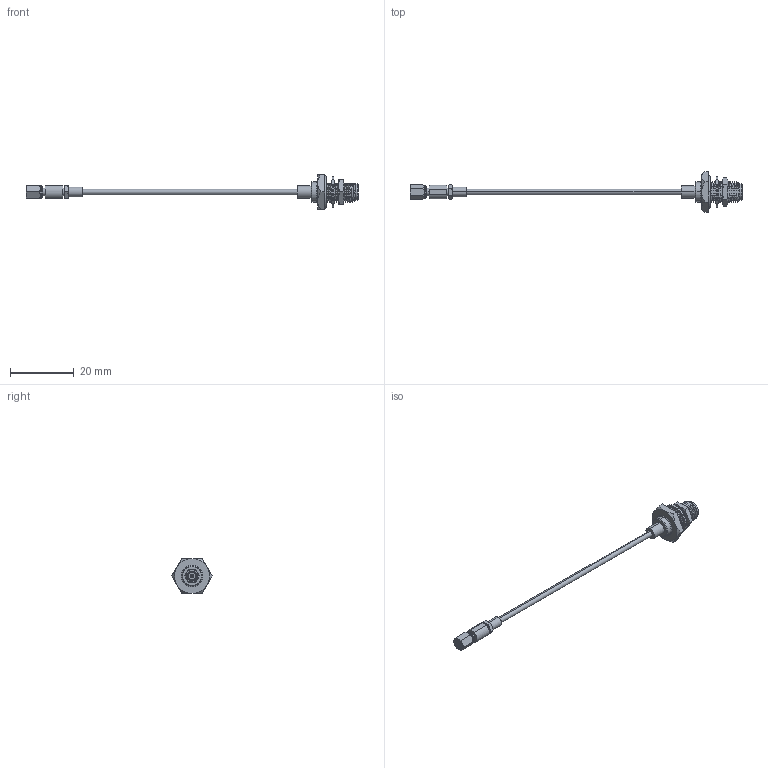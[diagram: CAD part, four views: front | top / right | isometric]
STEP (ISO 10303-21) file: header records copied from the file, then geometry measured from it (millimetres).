
FILE_DESCRIPTION (( 'STEP AP214' ), '1' );
FILE_NAME ('PE3C4395.step', '2020-04-20T19:21:24', ( '' ), ( '' ), 'SwSTEP 2.0', 'SolidWorks 2018', '' );
FILE_SCHEMA (( 'AUTOMOTIVE_DESIGN' ));
Length unit declared in the file: millimetre
Products named in the file (7): PE45367___; PE45292; Copy of .250 Nut^PE45292; Copy of .250 Washer^PE45292; PE3C4395; RG178BU_3"; PE45292^PE45292_NOT CRIMPED
Assembly tree (6 placements, depth 3):
  PE3C4395
    RG178BU_3"
    PE45367___
    PE45292
      PE45292^PE45292_NOT CRIMPED
      Copy of .250 Nut^PE45292
      Copy of .250 Washer^PE45292
Bounding box: 104.54 x 12.7 x 11 mm (x, y, z)
Volume: 1004 mm3; surface area: 1869.7 mm2
Topology: 6 solids, 6 shells, 316 faces, 761 edges, 486 vertices
Faces by surface type: bspline 89, plane 85, cylinder 74, cone 64, torus 4
Entity records: 28228 total; most frequent: CARTESIAN_POINT 20938, ORIENTED_EDGE 1522, DIRECTION 1085, EDGE_CURVE 761, VERTEX_POINT 486, AXIS2_PLACEMENT_3D 411, EDGE_LOOP 351, ADVANCED_FACE 316
